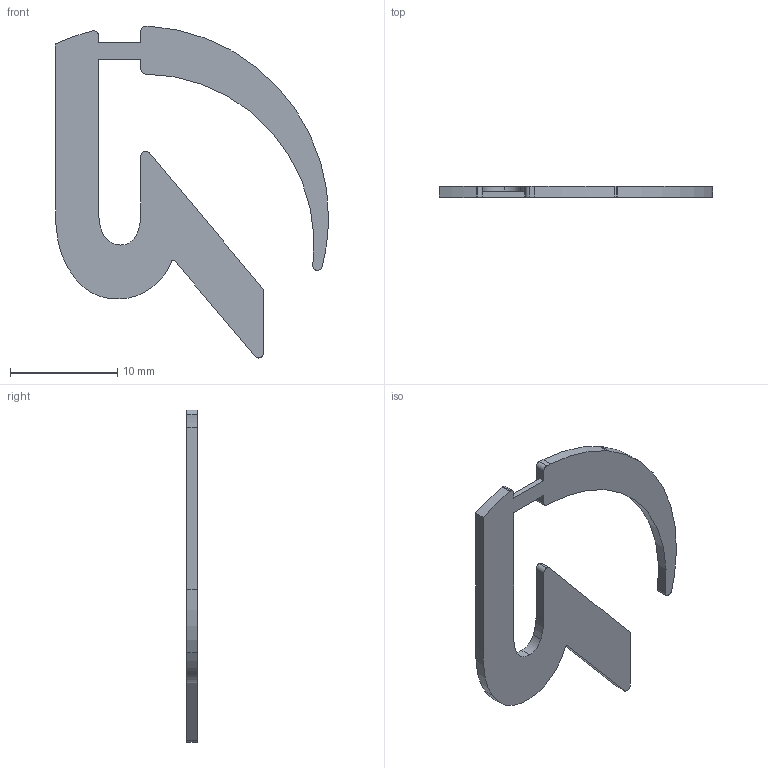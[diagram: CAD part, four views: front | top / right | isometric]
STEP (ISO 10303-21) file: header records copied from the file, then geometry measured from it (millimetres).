
FILE_DESCRIPTION (( 'STEP AP214' ), '1' );
FILE_NAME ('BRbeta_red.STEP', '2019-08-20T15:04:40', ( '' ), ( '' ), 'SwSTEP 2.0', 'SolidWorks 2019', '' );
FILE_SCHEMA (( 'AUTOMOTIVE_DESIGN' ));
Length unit declared in the file: millimetre
Products named in the file (1): BRbeta_red
Bounding box: 25.44 x 1 x 30.93 mm (x, y, z)
Volume: 295 mm3; surface area: 769.3 mm2
Topology: 1 solids, 1 shells, 39 faces, 111 edges, 74 vertices
Faces by surface type: cylinder 16, plane 13, bspline 10
Entity records: 1640 total; most frequent: CARTESIAN_POINT 619, ORIENTED_EDGE 222, DIRECTION 183, EDGE_CURVE 111, VERTEX_POINT 74, AXIS2_PLACEMENT_3D 62, VECTOR 59, LINE 59
